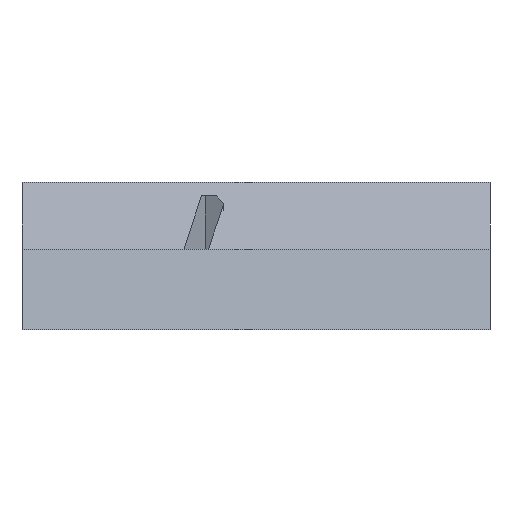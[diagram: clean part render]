
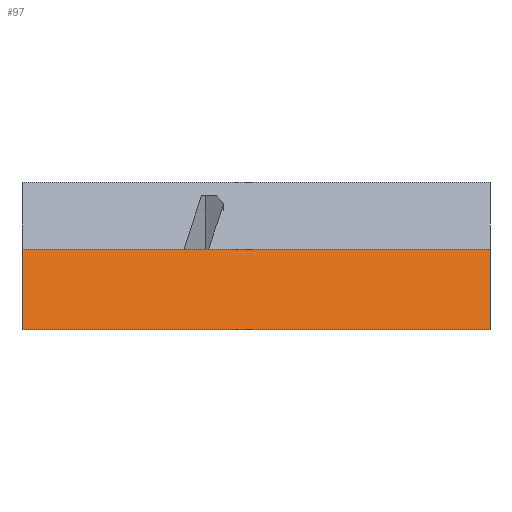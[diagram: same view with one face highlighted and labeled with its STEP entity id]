
A CAD part, left-side view. The second image highlights one B-rep face of the part: STEP entity #97.
In plain terms, the highlighted planar face has unit normal (-0.966, 0, 0.259).
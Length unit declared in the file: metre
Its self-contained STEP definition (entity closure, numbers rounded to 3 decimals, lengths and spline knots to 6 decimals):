
#97 = ADVANCED_FACE( '', ( #210 ), #211, .F. );
#210 = FACE_OUTER_BOUND( '', #358, .T. );
#211 = PLANE( '', #359 );
#358 = EDGE_LOOP( '', ( #742, #743, #744, #745 ) );
#359 = AXIS2_PLACEMENT_3D( '', #746, #747, #748 );
#742 = ORIENTED_EDGE( '', *, *, #1124, .T. );
#743 = ORIENTED_EDGE( '', *, *, #1125, .F. );
#744 = ORIENTED_EDGE( '', *, *, #1126, .F. );
#745 = ORIENTED_EDGE( '', *, *, #1127, .T. );
#746 = CARTESIAN_POINT( '', ( -0.016856, -0.035, 0.002404 ) );
#747 = DIRECTION( '', ( 0.966, 0., -0.259 ) );
#748 = DIRECTION( '', ( -0.259, 0., -0.966 ) );
#1124 = EDGE_CURVE( '', #1388, #1389, #1390, .T. );
#1125 = EDGE_CURVE( '', #1391, #1389, #1392, .T. );
#1126 = EDGE_CURVE( '', #1393, #1391, #1394, .T. );
#1127 = EDGE_CURVE( '', #1393, #1388, #1395, .T. );
#1388 = VERTEX_POINT( '', #1795 );
#1389 = VERTEX_POINT( '', #1796 );
#1390 = LINE( '', #1797, #1798 );
#1391 = VERTEX_POINT( '', #1799 );
#1392 = LINE( '', #1800, #1801 );
#1393 = VERTEX_POINT( '', #1802 );
#1394 = LINE( '', #1803, #1804 );
#1395 = LINE( '', #1805, #1806 );
#1795 = CARTESIAN_POINT( '', ( -0.015892, 0., 0.006 ) );
#1796 = CARTESIAN_POINT( '', ( -0.0175, 0., 0. ) );
#1797 = CARTESIAN_POINT( '', ( -0.016856, 0., 0.002404 ) );
#1798 = VECTOR( '', #2156, 1. );
#1799 = CARTESIAN_POINT( '', ( -0.0175, -0.035, 0. ) );
#1800 = CARTESIAN_POINT( '', ( -0.0175, -0.035, 0. ) );
#1801 = VECTOR( '', #2157, 1. );
#1802 = CARTESIAN_POINT( '', ( -0.015892, -0.035, 0.006 ) );
#1803 = CARTESIAN_POINT( '', ( -0.016856, -0.035, 0.002404 ) );
#1804 = VECTOR( '', #2158, 1. );
#1805 = CARTESIAN_POINT( '', ( -0.015892, -0.035, 0.006 ) );
#1806 = VECTOR( '', #2159, 1. );
#2156 = DIRECTION( '', ( -0.259, 0., -0.966 ) );
#2157 = DIRECTION( '', ( 0., 1., 0. ) );
#2158 = DIRECTION( '', ( -0.259, 0., -0.966 ) );
#2159 = DIRECTION( '', ( 0., 1., 0. ) );
